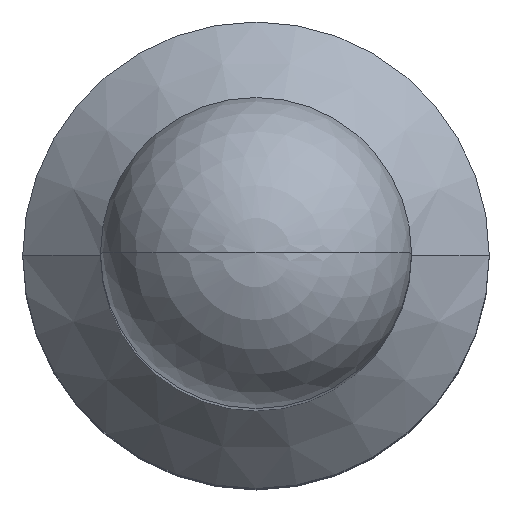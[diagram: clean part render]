
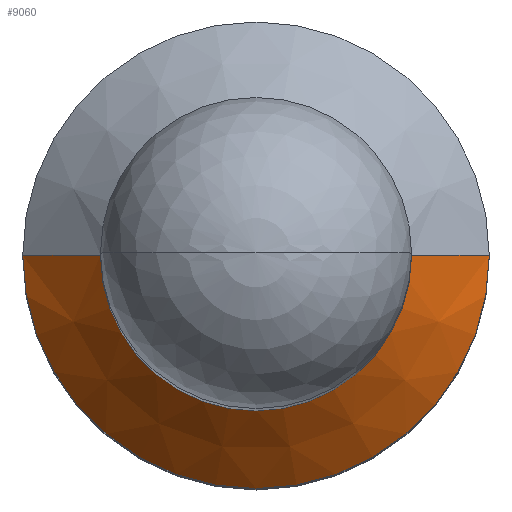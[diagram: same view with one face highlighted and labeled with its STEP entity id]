
A CAD part, top view. The second image highlights one B-rep face of the part: STEP entity #9060.
In plain terms, the highlighted conical face has half-angle 45 degrees and reference radius 3 mm.
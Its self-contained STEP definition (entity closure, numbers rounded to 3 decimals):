
#7370=CARTESIAN_POINT('',(77.328,50.655,0.));
#7380=VERTEX_POINT('',#7370);
#7460=CARTESIAN_POINT('',(77.328,44.655,0.));
#7470=VERTEX_POINT('',#7460);
#7500=CARTESIAN_POINT('',(77.328,47.655,0.));
#7510=DIRECTION('',(1.,0.,0.));
#7520=DIRECTION('',(0.,-1.,0.));
#7530=AXIS2_PLACEMENT_3D('',#7500,#7510,#7520);
#7540=CIRCLE('',#7530,3.);
#7650=CARTESIAN_POINT('',(77.328,50.655,0.));
#7660=DIRECTION('',(0.707,0.707,
0.));
#7670=VECTOR('',#7660,4.243);
#7680=LINE('',#7650,#7670);
#7690=CARTESIAN_POINT('',(76.328,49.655,0.));
#7700=VERTEX_POINT('',#7690);
#7710=EDGE_CURVE('',#7700,#7380,#7680,.T.);
#7740=CARTESIAN_POINT('',(77.328,44.655,0.));
#7750=DIRECTION('',(0.707,-0.707,0.));
#7760=VECTOR('',#7750,4.243);
#7770=LINE('',#7740,#7760);
#7780=CARTESIAN_POINT('',(76.328,45.655,0.));
#7790=VERTEX_POINT('',#7780);
#7800=EDGE_CURVE('',#7790,#7470,#7770,.T.);
#7820=CARTESIAN_POINT('',(76.328,47.655,0.));
#7830=DIRECTION('',(1.,0.,0.));
#7840=DIRECTION('',(0.,-1.,0.));
#7850=AXIS2_PLACEMENT_3D('',#7820,#7830,#7840);
#7860=CIRCLE('',#7850,2.);
#8710=EDGE_CURVE('',#7790,#7700,#7860,.T.);
#8940=CARTESIAN_POINT('',(77.328,47.655,0.));
#8950=DIRECTION('',(1.,0.,0.));
#8960=DIRECTION('',(0.,-1.,0.));
#8970=AXIS2_PLACEMENT_3D('',#8940,#8950,#8960);
#8980=CONICAL_SURFACE('',#8970,3.,0.785);
#8990=EDGE_CURVE('',#7470,#7380,#7540,.T.);
#9000=ORIENTED_EDGE('',*,*,#8990,.F.);
#9010=ORIENTED_EDGE('',*,*,#7710,.T.);
#9020=ORIENTED_EDGE('',*,*,#8710,.T.);
#9030=ORIENTED_EDGE('',*,*,#7800,.F.);
#9040=EDGE_LOOP('',(#9030,#9020,#9010,#9000));
#9050=FACE_OUTER_BOUND('',#9040,.T.);
#9060=ADVANCED_FACE('',(#9050),#8980,.T.);
